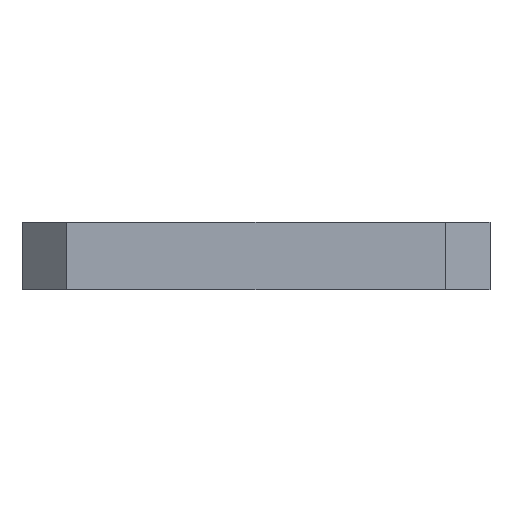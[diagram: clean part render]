
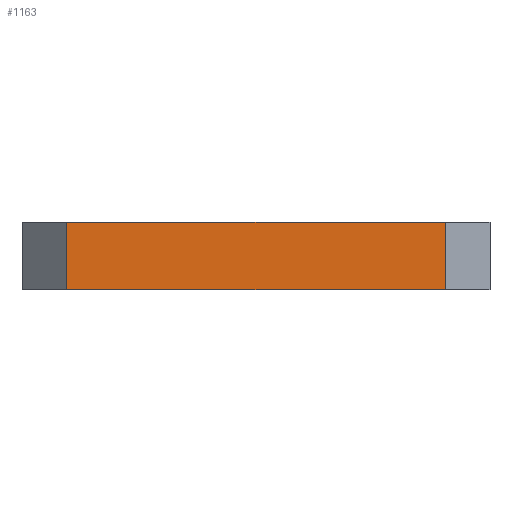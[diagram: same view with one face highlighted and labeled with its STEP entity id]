
A CAD part, left-side view. The second image highlights one B-rep face of the part: STEP entity #1163.
In plain terms, the highlighted planar face has unit normal (-1, 0, 0).
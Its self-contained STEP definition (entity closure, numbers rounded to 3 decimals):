
#36 = CARTESIAN_POINT ( 'NONE',  ( -23.57, -1.362, 14. ) ) ;
#90 = EDGE_CURVE ( 'NONE', #1466, #701, #260, .T. ) ;
#96 = VECTOR ( 'NONE', #1334, 1000. ) ;
#109 = LINE ( 'NONE', #572, #822 ) ;
#137 = CARTESIAN_POINT ( 'NONE',  ( -23.57, -1.362, 20.1 ) ) ;
#138 = ORIENTED_EDGE ( 'NONE', *, *, #254, .F. ) ;
#150 = ORIENTED_EDGE ( 'NONE', *, *, #299, .T. ) ;
#254 = EDGE_CURVE ( 'NONE', #701, #705, #109, .T. ) ;
#260 = LINE ( 'NONE', #1090, #96 ) ;
#299 = EDGE_CURVE ( 'NONE', #1466, #683, #445, .T. ) ;
#324 = CARTESIAN_POINT ( 'NONE',  ( -23.57, 32.638, 18.1 ) ) ;
#445 = LINE ( 'NONE', #324, #893 ) ;
#446 = CARTESIAN_POINT ( 'NONE',  ( -23.57, 32.638, 18.1 ) ) ;
#572 = CARTESIAN_POINT ( 'NONE',  ( -23.57, -1.362, 18.1 ) ) ;
#608 = LINE ( 'NONE', #1274, #1371 ) ;
#631 = ORIENTED_EDGE ( 'NONE', *, *, #686, .T. ) ;
#683 = VERTEX_POINT ( 'NONE', #855 ) ;
#686 = EDGE_CURVE ( 'NONE', #683, #705, #608, .T. ) ;
#691 = DIRECTION ( 'NONE',  ( 0., 0., -1. ) ) ;
#701 = VERTEX_POINT ( 'NONE', #137 ) ;
#705 = VERTEX_POINT ( 'NONE', #36 ) ;
#711 = AXIS2_PLACEMENT_3D ( 'NONE', #446, #1520, #937 ) ;
#714 = CARTESIAN_POINT ( 'NONE',  ( -23.57, 32.638, 20.1 ) ) ;
#762 = ORIENTED_EDGE ( 'NONE', *, *, #90, .F. ) ;
#808 = DIRECTION ( 'NONE',  ( 0., 0., -1. ) ) ;
#822 = VECTOR ( 'NONE', #808, 1000. ) ;
#855 = CARTESIAN_POINT ( 'NONE',  ( -23.57, 32.638, 14. ) ) ;
#893 = VECTOR ( 'NONE', #691, 1000. ) ;
#937 = DIRECTION ( 'NONE',  ( 0., 1., 0. ) ) ;
#956 = EDGE_LOOP ( 'NONE', ( #631, #138, #762, #150 ) ) ;
#1038 = PLANE ( 'NONE',  #711 ) ;
#1090 = CARTESIAN_POINT ( 'NONE',  ( -23.57, 32.638, 20.1 ) ) ;
#1163 = ADVANCED_FACE ( 'NONE', ( #1415 ), #1038, .F. ) ;
#1274 = CARTESIAN_POINT ( 'NONE',  ( -23.57, -1.362, 14. ) ) ;
#1320 = DIRECTION ( 'NONE',  ( 0., -1., 0. ) ) ;
#1334 = DIRECTION ( 'NONE',  ( 0., -1., 0. ) ) ;
#1371 = VECTOR ( 'NONE', #1320, 1000. ) ;
#1415 = FACE_OUTER_BOUND ( 'NONE', #956, .T. ) ;
#1466 = VERTEX_POINT ( 'NONE', #714 ) ;
#1520 = DIRECTION ( 'NONE',  ( 1., 0., 0. ) ) ;
